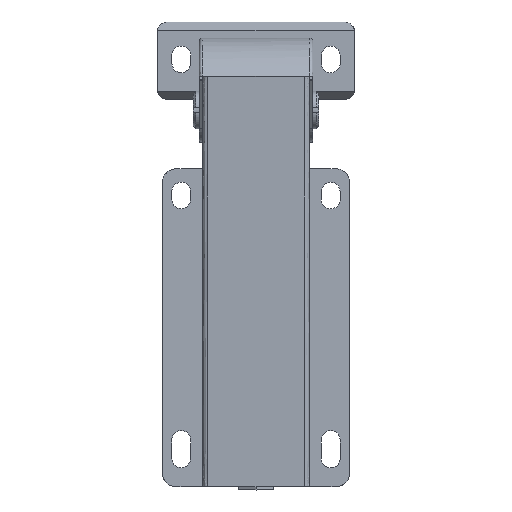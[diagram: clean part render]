
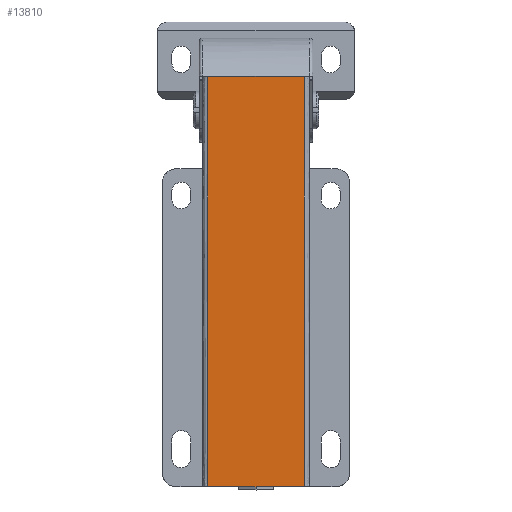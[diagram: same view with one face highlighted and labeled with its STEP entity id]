
A CAD part, front view. The second image highlights one B-rep face of the part: STEP entity #13810.
In plain terms, the highlighted free-form (B-spline) face has degree [1, 1] with [2, 2] control points.
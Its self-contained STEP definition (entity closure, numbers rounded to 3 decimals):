
#12917=CARTESIAN_POINT('',(18.0,-13.,-141.));
#12918=VERTEX_POINT('',#12917);
#12939=CARTESIAN_POINT('',(18.0,-19.,12.5));
#12940=VERTEX_POINT('',#12939);
#12954=CARTESIAN_POINT('',(18.0,-13.,-141.));
#12955=CARTESIAN_POINT('',(18.0,-19.,12.5));
#12956=QUASI_UNIFORM_CURVE('',1,(#12954,#12955),.UNSPECIFIED.,.F.,.U.);
#12957=EDGE_CURVE('',#12918,#12940,#12956,.T.);
#12976=CARTESIAN_POINT('',(-18.0,-13.,-141.));
#12977=VERTEX_POINT('',#12976);
#12993=CARTESIAN_POINT('',(-18.0,-19.,12.5));
#12994=VERTEX_POINT('',#12993);
#12995=CARTESIAN_POINT('',(-18.0,-19.,12.5));
#12996=CARTESIAN_POINT('',(-18.0,-13.,-141.));
#12997=QUASI_UNIFORM_CURVE('',1,(#12995,#12996),.UNSPECIFIED.,.F.,.U.);
#12998=EDGE_CURVE('',#12994,#12977,#12997,.T.);
#13791=CARTESIAN_POINT('',(-19.798,-12.7,-148.667));
#13792=CARTESIAN_POINT('',(-19.798,-19.3,20.167));
#13793=CARTESIAN_POINT('',(19.798,-12.7,-148.667));
#13794=CARTESIAN_POINT('',(19.798,-19.3,20.167));
#13795=B_SPLINE_SURFACE_WITH_KNOTS('',1,1,((#13791,#13793),(#13792,#13794)),.UNSPECIFIED.,.F.,.F.,.U.,(2,2),(2,2),(0.0,168.964),(0.0,39.596),.UNSPECIFIED.);
#13796=CARTESIAN_POINT('',(-18.0,-19.,12.5));
#13797=CARTESIAN_POINT('',(18.0,-19.,12.5));
#13798=QUASI_UNIFORM_CURVE('',1,(#13796,#13797),.UNSPECIFIED.,.F.,.U.);
#13799=EDGE_CURVE('',#12994,#12940,#13798,.T.);
#13800=ORIENTED_EDGE('',*,*,#13799,.F.);
#13801=ORIENTED_EDGE('',*,*,#12998,.T.);
#13802=CARTESIAN_POINT('',(-18.0,-13.,-141.));
#13803=CARTESIAN_POINT('',(18.0,-13.,-141.));
#13804=QUASI_UNIFORM_CURVE('',1,(#13802,#13803),.UNSPECIFIED.,.F.,.U.);
#13805=EDGE_CURVE('',#12977,#12918,#13804,.T.);
#13806=ORIENTED_EDGE('',*,*,#13805,.T.);
#13807=ORIENTED_EDGE('',*,*,#12957,.T.);
#13808=EDGE_LOOP('',(#13800,#13801,#13806,#13807));
#13809=FACE_OUTER_BOUND('',#13808,.T.);
#13810=ADVANCED_FACE('',(#13809),#13795,.F.);
